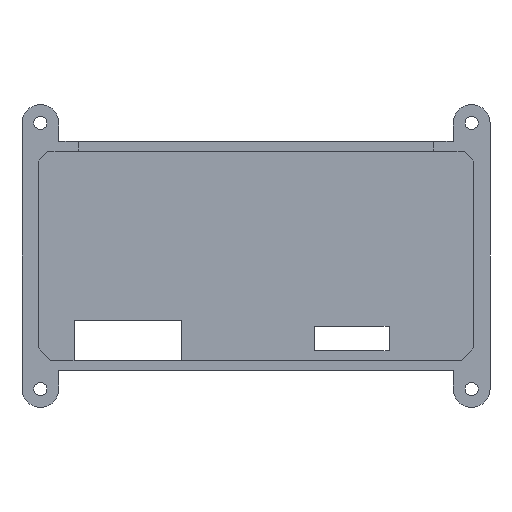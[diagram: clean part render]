
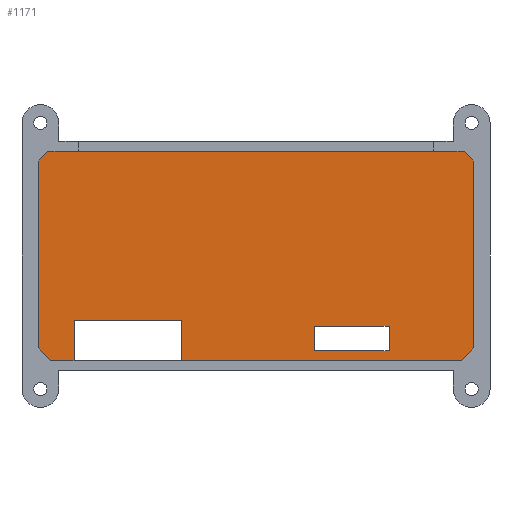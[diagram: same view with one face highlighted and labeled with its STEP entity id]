
A CAD part, front view. The second image highlights one B-rep face of the part: STEP entity #1171.
In plain terms, the highlighted planar face has unit normal (0, -1, 0).
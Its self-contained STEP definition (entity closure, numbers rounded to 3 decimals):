
#37=DIRECTION('',(-1.,0.,0.));
#38=VECTOR('',#37,35.);
#39=CARTESIAN_POINT('',(-24.5,0.,-21.));
#40=LINE('580',#39,#38);
#45=DIRECTION('',(0.,0.,-1.));
#46=VECTOR('',#45,13.25);
#47=CARTESIAN_POINT('',(-59.5,0.,-21.));
#48=LINE('581',#47,#46);
#52=DIRECTION('',(-0.707,0.,0.707));
#53=VECTOR('',#52,5.94);
#54=CARTESIAN_POINT('',(-67.05,0.,-34.25));
#55=LINE('583',#54,#53);
#59=DIRECTION('',(0.707,0.,0.707));
#60=VECTOR('',#59,4.525);
#61=CARTESIAN_POINT('',(-71.25,0.,31.05));
#62=LINE('585',#61,#60);
#66=DIRECTION('',(0.707,0.,-0.707));
#67=VECTOR('',#66,4.525);
#68=CARTESIAN_POINT('',(68.05,0.,34.25));
#69=LINE('589',#68,#67);
#73=DIRECTION('',(-0.707,0.,-0.707));
#74=VECTOR('',#73,5.94);
#75=CARTESIAN_POINT('',(71.25,0.,-30.05));
#76=LINE('591',#75,#74);
#80=DIRECTION('',(0.,0.,1.));
#81=VECTOR('',#80,8.);
#82=CARTESIAN_POINT('',(19.,0.,-31.));
#83=LINE('819',#82,#81);
#87=DIRECTION('',(-1.,0.,0.));
#88=VECTOR('',#87,24.5);
#89=CARTESIAN_POINT('',(43.5,0.,-31.));
#90=LINE('822',#89,#88);
#94=DIRECTION('',(0.,0.,-1.));
#95=VECTOR('',#94,8.);
#96=CARTESIAN_POINT('',(43.5,0.,-23.));
#97=LINE('821',#96,#95);
#101=DIRECTION('',(1.,0.,0.));
#102=VECTOR('',#101,24.5);
#103=CARTESIAN_POINT('',(19.,0.,-23.));
#104=LINE('820',#103,#102);
#122=DIRECTION('',(0.,0.,-1.));
#123=VECTOR('',#122,13.25);
#124=CARTESIAN_POINT('',(-24.5,0.,-21.));
#125=LINE('593',#124,#123);
#150=DIRECTION('',(1.,0.,0.));
#151=VECTOR('',#150,91.55);
#152=CARTESIAN_POINT('',(-24.5,0.,-34.25));
#153=LINE('592',#152,#151);
#171=DIRECTION('',(0.,0.,1.));
#172=VECTOR('',#171,61.1);
#173=CARTESIAN_POINT('',(71.25,0.,-30.05));
#174=LINE('590',#173,#172);
#199=DIRECTION('',(-1.,0.,0.));
#200=VECTOR('',#199,10.05);
#201=CARTESIAN_POINT('',(68.05,0.,34.25));
#202=LINE('588',#201,#200);
#650=DIRECTION('',(1.,0.,0.));
#651=VECTOR('',#650,7.55);
#652=CARTESIAN_POINT('',(-67.05,0.,-34.25));
#653=LINE('582',#652,#651);
#671=DIRECTION('',(0.,0.,-1.));
#672=VECTOR('',#671,61.1);
#673=CARTESIAN_POINT('',(-71.25,0.,31.05));
#674=LINE('584',#673,#672);
#685=DIRECTION('',(-1.,0.,0.));
#686=VECTOR('',#685,10.05);
#687=CARTESIAN_POINT('',(-58.,0.,34.25));
#688=LINE('586',#687,#686);
#895=DIRECTION('',(-1.,0.,0.));
#896=VECTOR('',#895,116.);
#897=CARTESIAN_POINT('',(58.,0.,34.25));
#898=LINE('587',#897,#896);
#958=CARTESIAN_POINT('',(-24.5,0.,-21.));
#959=CARTESIAN_POINT('',(-59.5,0.,-21.));
#960=VERTEX_POINT('',#958);
#961=VERTEX_POINT('',#959);
#962=CARTESIAN_POINT('',(-59.5,0.,-34.25));
#963=VERTEX_POINT('',#962);
#964=CARTESIAN_POINT('',(-67.05,0.,-34.25));
#965=VERTEX_POINT('',#964);
#966=CARTESIAN_POINT('',(-71.25,0.,-30.05));
#967=VERTEX_POINT('',#966);
#968=CARTESIAN_POINT('',(-71.25,0.,31.05));
#969=VERTEX_POINT('',#968);
#970=CARTESIAN_POINT('',(-68.05,0.,34.25));
#971=VERTEX_POINT('',#970);
#972=CARTESIAN_POINT('',(-58.,0.,34.25));
#973=VERTEX_POINT('',#972);
#974=CARTESIAN_POINT('',(58.,0.,34.25));
#975=VERTEX_POINT('',#974);
#976=CARTESIAN_POINT('',(68.05,0.,34.25));
#977=VERTEX_POINT('',#976);
#978=CARTESIAN_POINT('',(71.25,0.,31.05));
#979=VERTEX_POINT('',#978);
#980=CARTESIAN_POINT('',(71.25,0.,-30.05));
#981=VERTEX_POINT('',#980);
#982=CARTESIAN_POINT('',(67.05,0.,-34.25));
#983=VERTEX_POINT('',#982);
#984=CARTESIAN_POINT('',(-24.5,0.,-34.25));
#985=VERTEX_POINT('',#984);
#1118=CARTESIAN_POINT('',(19.,0.,-31.));
#1119=CARTESIAN_POINT('',(19.,0.,-23.));
#1120=VERTEX_POINT('',#1118);
#1121=VERTEX_POINT('',#1119);
#1122=CARTESIAN_POINT('',(43.5,0.,-23.));
#1123=VERTEX_POINT('',#1122);
#1124=CARTESIAN_POINT('',(43.5,0.,-31.));
#1125=VERTEX_POINT('',#1124);
#1126=CARTESIAN_POINT('',(0.,0.,0.));
#1127=DIRECTION('',(0.,1.,0.));
#1128=DIRECTION('',(1.,0.,0.));
#1129=AXIS2_PLACEMENT_3D('',#1126,#1127,#1128);
#1130=PLANE('726',#1129);
#1132=ORIENTED_EDGE('580',*,*,#1131,.T.);
#1134=ORIENTED_EDGE('581',*,*,#1133,.T.);
#1136=ORIENTED_EDGE('582',*,*,#1135,.F.);
#1138=ORIENTED_EDGE('583',*,*,#1137,.T.);
#1140=ORIENTED_EDGE('584',*,*,#1139,.F.);
#1142=ORIENTED_EDGE('585',*,*,#1141,.T.);
#1144=ORIENTED_EDGE('586',*,*,#1143,.F.);
#1146=ORIENTED_EDGE('587',*,*,#1145,.F.);
#1148=ORIENTED_EDGE('588',*,*,#1147,.F.);
#1150=ORIENTED_EDGE('589',*,*,#1149,.T.);
#1152=ORIENTED_EDGE('590',*,*,#1151,.F.);
#1154=ORIENTED_EDGE('591',*,*,#1153,.T.);
#1156=ORIENTED_EDGE('592',*,*,#1155,.F.);
#1158=ORIENTED_EDGE('593',*,*,#1157,.F.);
#1159=EDGE_LOOP('726',(#1132,#1134,#1136,#1138,#1140,#1142,#1144,#1146,#1148,
#1150,#1152,#1154,#1156,#1158));
#1160=FACE_OUTER_BOUND('726',#1159,.F.);
#1162=ORIENTED_EDGE('819',*,*,#1161,.F.);
#1164=ORIENTED_EDGE('822',*,*,#1163,.F.);
#1166=ORIENTED_EDGE('821',*,*,#1165,.F.);
#1168=ORIENTED_EDGE('820',*,*,#1167,.F.);
#1169=EDGE_LOOP('726',(#1162,#1164,#1166,#1168));
#1170=FACE_BOUND('726',#1169,.F.);
#1131=EDGE_CURVE('580',#960,#961,#40,.T.);
#1133=EDGE_CURVE('581',#961,#963,#48,.T.);
#1135=EDGE_CURVE('582',#965,#963,#653,.T.);
#1137=EDGE_CURVE('583',#965,#967,#55,.T.);
#1139=EDGE_CURVE('584',#969,#967,#674,.T.);
#1141=EDGE_CURVE('585',#969,#971,#62,.T.);
#1143=EDGE_CURVE('586',#973,#971,#688,.T.);
#1145=EDGE_CURVE('587',#975,#973,#898,.T.);
#1147=EDGE_CURVE('588',#977,#975,#202,.T.);
#1149=EDGE_CURVE('589',#977,#979,#69,.T.);
#1151=EDGE_CURVE('590',#981,#979,#174,.T.);
#1153=EDGE_CURVE('591',#981,#983,#76,.T.);
#1155=EDGE_CURVE('592',#985,#983,#153,.T.);
#1157=EDGE_CURVE('593',#960,#985,#125,.T.);
#1161=EDGE_CURVE('819',#1120,#1121,#83,.T.);
#1163=EDGE_CURVE('822',#1125,#1120,#90,.T.);
#1165=EDGE_CURVE('821',#1123,#1125,#97,.T.);
#1167=EDGE_CURVE('820',#1121,#1123,#104,.T.);
#1171=ADVANCED_FACE('726',(#1160,#1170),#1130,.F.);
